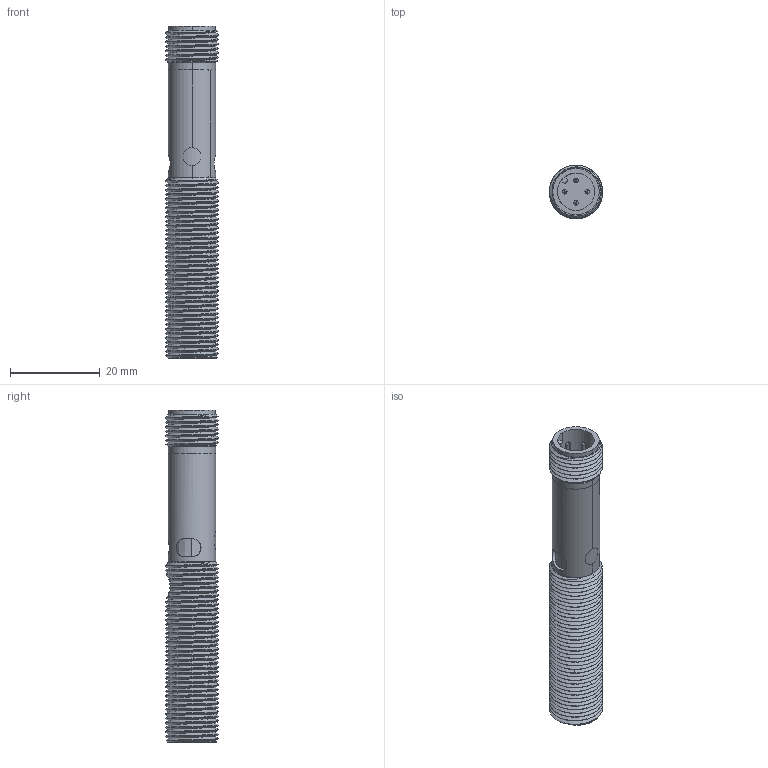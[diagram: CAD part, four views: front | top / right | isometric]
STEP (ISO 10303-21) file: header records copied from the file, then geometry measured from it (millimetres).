
FILE_DESCRIPTION((''),'2;1');
FILE_NAME('137700_SM01_ASM','2022-03-29T13:12:55',('PDMAdmin'),('BANNER ENGINEERING'),'CREO PARAMETRIC BY PTC INC, 2019292','CREO PARAMETRIC BY PTC INC, 2019292','');
FILE_SCHEMA(('CONFIG_CONTROL_DESIGN'));
Length unit declared in the file: millimetre
Products named in the file (2): 137700_EP01; 137700_SM01_ASM
Assembly tree (1 placements, depth 2):
  137700_SM01_ASM
    137700_EP01
Bounding box: 11.88 x 11.88 x 74 mm (x, y, z)
Volume: 6519 mm3; surface area: 5948.6 mm2
Topology: 2 solids, 2 shells, 257 faces, 698 edges, 452 vertices
Faces by surface type: cylinder 132, bspline 60, plane 43, cone 14, torus 4, sphere 4
Entity records: 31218 total; most frequent: CARTESIAN_POINT 25350, ORIENTED_EDGE 1396, DIRECTION 921, EDGE_CURVE 698, VERTEX_POINT 452, AXIS2_PLACEMENT_3D 353, B_SPLINE_CURVE_WITH_KNOTS 330, EDGE_LOOP 282
